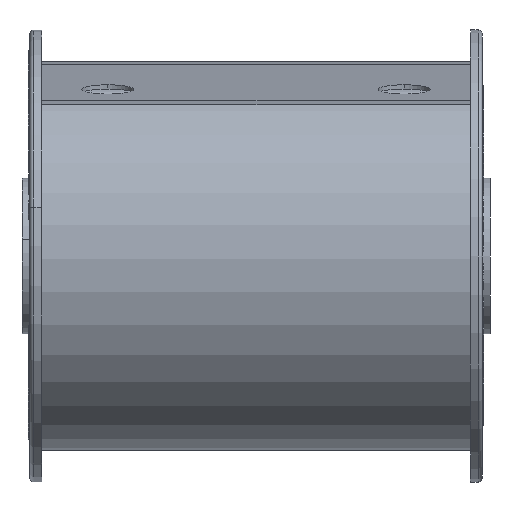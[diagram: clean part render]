
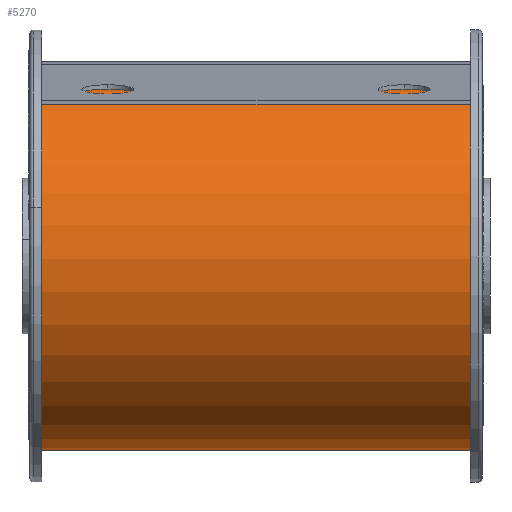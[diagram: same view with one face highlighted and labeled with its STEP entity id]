
A CAD part, left-side view. The second image highlights one B-rep face of the part: STEP entity #5270.
In plain terms, the highlighted cylindrical face has radius 24.675 mm (diameter 49.35 mm), a partial arc.
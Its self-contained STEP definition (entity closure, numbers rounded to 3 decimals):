
#96 = DIRECTION ( 'NONE',  ( 1., 0., 0. ) ) ;
#894 = EDGE_CURVE ( 'NONE', #6957, #12948, #9735, .T. ) ;
#903 = EDGE_LOOP ( 'NONE', ( #15086, #6095, #6470, #13417 ) ) ;
#1706 = FACE_OUTER_BOUND ( 'NONE', #903, .T. ) ;
#2531 = AXIS2_PLACEMENT_3D ( 'NONE', #5424, #5899, #9331 ) ;
#4341 = CIRCLE ( 'NONE', #16487, 24.675 ) ;
#4420 = CARTESIAN_POINT ( 'NONE',  ( 24.4, 55., 0. ) ) ;
#5270 = ADVANCED_FACE ( 'NONE', ( #1706 ), #8853, .T. ) ;
#5424 = CARTESIAN_POINT ( 'NONE',  ( -0.275, 0., 0. ) ) ;
#5899 = DIRECTION ( 'NONE',  ( 0., -1., 0. ) ) ;
#6084 = LINE ( 'NONE', #4420, #9507 ) ;
#6095 = ORIENTED_EDGE ( 'NONE', *, *, #14659, .F. ) ;
#6374 = CARTESIAN_POINT ( 'NONE',  ( -24.95, 55., 0. ) ) ;
#6470 = ORIENTED_EDGE ( 'NONE', *, *, #20550, .T. ) ;
#6957 = VERTEX_POINT ( 'NONE', #21888 ) ;
#8006 = VECTOR ( 'NONE', #21349, 1000. ) ;
#8672 = LINE ( 'NONE', #21467, #8006 ) ;
#8732 = DIRECTION ( 'NONE',  ( 0., -1., 0. ) ) ;
#8853 = CYLINDRICAL_SURFACE ( 'NONE', #17207, 24.675 ) ;
#9147 = CARTESIAN_POINT ( 'NONE',  ( 24.4, 55., 0. ) ) ;
#9331 = DIRECTION ( 'NONE',  ( 1., 0., 0. ) ) ;
#9507 = VECTOR ( 'NONE', #15214, 1000. ) ;
#9735 = CIRCLE ( 'NONE', #2531, 24.675 ) ;
#12779 = CARTESIAN_POINT ( 'NONE',  ( -0.275, 55., 0. ) ) ;
#12948 = VERTEX_POINT ( 'NONE', #14444 ) ;
#13417 = ORIENTED_EDGE ( 'NONE', *, *, #21530, .T. ) ;
#14444 = CARTESIAN_POINT ( 'NONE',  ( -24.95, 0., 0. ) ) ;
#14659 = EDGE_CURVE ( 'NONE', #20298, #6957, #6084, .T. ) ;
#15086 = ORIENTED_EDGE ( 'NONE', *, *, #894, .F. ) ;
#15214 = DIRECTION ( 'NONE',  ( 0., -1., 0. ) ) ;
#15843 = CARTESIAN_POINT ( 'NONE',  ( -0.275, 55., 0. ) ) ;
#15963 = DIRECTION ( 'NONE',  ( 0., 0., -1. ) ) ;
#16487 = AXIS2_PLACEMENT_3D ( 'NONE', #12779, #22037, #96 ) ;
#17207 = AXIS2_PLACEMENT_3D ( 'NONE', #15843, #8732, #15963 ) ;
#17312 = VERTEX_POINT ( 'NONE', #6374 ) ;
#20298 = VERTEX_POINT ( 'NONE', #9147 ) ;
#20550 = EDGE_CURVE ( 'NONE', #20298, #17312, #4341, .T. ) ;
#21349 = DIRECTION ( 'NONE',  ( 0., -1., 0. ) ) ;
#21467 = CARTESIAN_POINT ( 'NONE',  ( -24.95, 55., 0. ) ) ;
#21530 = EDGE_CURVE ( 'NONE', #17312, #12948, #8672, .T. ) ;
#21888 = CARTESIAN_POINT ( 'NONE',  ( 24.4, 0., 0. ) ) ;
#22037 = DIRECTION ( 'NONE',  ( 0., -1., 0. ) ) ;
